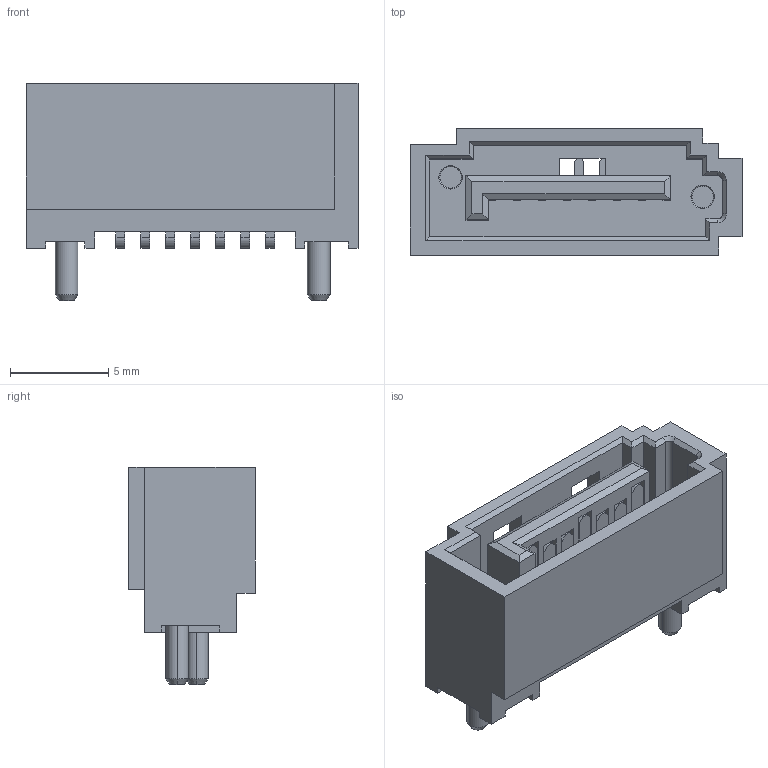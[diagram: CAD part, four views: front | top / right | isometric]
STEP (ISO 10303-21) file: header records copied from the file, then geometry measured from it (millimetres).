
FILE_DESCRIPTION((''),'2;1');
FILE_NAME('678005005','2017-11-30T',('ksrinivasara'),(''),'PRO/ENGINEER BY PARAMETRIC TECHNOLOGY CORPORATION, 2012310','PRO/ENGINEER BY PARAMETRIC TECHNOLOGY CORPORATION, 2012310','');
FILE_SCHEMA(('CONFIG_CONTROL_DESIGN'));
Length unit declared in the file: millimetre
Products named in the file (1): 678005005
Bounding box: 16.9 x 6.45 x 11.05 mm (x, y, z)
Volume: 445.9 mm3; surface area: 998.6 mm2
Topology: 1 solids, 1 shells, 258 faces, 751 edges, 506 vertices
Faces by surface type: plane 224, cylinder 24, cone 10
Entity records: 8365 total; most frequent: CARTESIAN_POINT 1476, ORIENTED_EDGE 1430, DIRECTION 1331, EDGE_CURVE 715, VECTOR 689, LINE 689, VERTEX_POINT 466, AXIS2_PLACEMENT_3D 321
